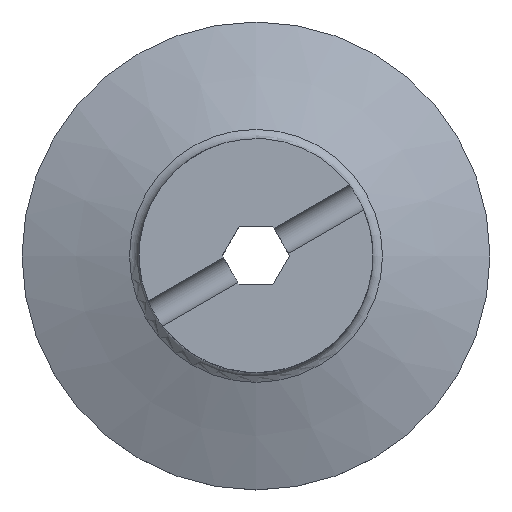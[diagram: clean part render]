
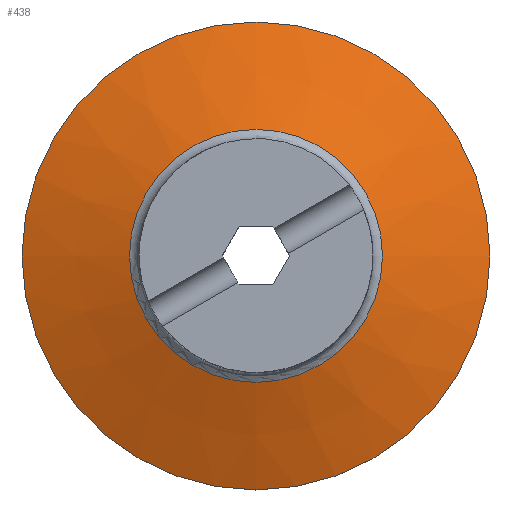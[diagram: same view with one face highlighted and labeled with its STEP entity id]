
A CAD part, top view. The second image highlights one B-rep face of the part: STEP entity #438.
In plain terms, the highlighted conical face has half-angle 69.444 degrees and reference radius 38.1 mm.
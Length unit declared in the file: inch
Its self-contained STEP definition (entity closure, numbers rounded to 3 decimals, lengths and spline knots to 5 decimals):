
#15=CONICAL_SURFACE('',#479,1.5,69.444);
#39=FACE_BOUND('',#114,.T.);
#79=FACE_OUTER_BOUND('',#113,.T.);
#113=EDGE_LOOP('',(#383));
#114=EDGE_LOOP('',(#384));
#131=CIRCLE('',#478,1.08111);
#132=CIRCLE('',#480,2.);
#232=VERTEX_POINT('',#888);
#233=VERTEX_POINT('',#891);
#289=EDGE_CURVE('',#232,#232,#131,.T.);
#290=EDGE_CURVE('',#233,#233,#132,.T.);
#383=ORIENTED_EDGE('',*,*,#290,.T.);
#384=ORIENTED_EDGE('',*,*,#289,.F.);
#438=ADVANCED_FACE('',(#79,#39),#15,.T.);
#478=AXIS2_PLACEMENT_3D('',#889,#579,#580);
#479=AXIS2_PLACEMENT_3D('',#890,#581,#582);
#480=AXIS2_PLACEMENT_3D('',#892,#583,#584);
#579=DIRECTION('center_axis',(0.,0.,1.));
#580=DIRECTION('ref_axis',(-1.,0.,0.));
#581=DIRECTION('center_axis',(0.,0.,-1.));
#582=DIRECTION('ref_axis',(1.,0.,0.));
#583=DIRECTION('center_axis',(0.,0.,1.));
#584=DIRECTION('ref_axis',(1.,0.,0.));
#888=CARTESIAN_POINT('',(1.08111,0.,-0.03042));
#889=CARTESIAN_POINT('Origin',(0.,0.,-0.03042));
#890=CARTESIAN_POINT('Origin',(0.,0.,-0.1875));
#891=CARTESIAN_POINT('',(-2.,0.,-0.375));
#892=CARTESIAN_POINT('Origin',(0.,0.,-0.375));
